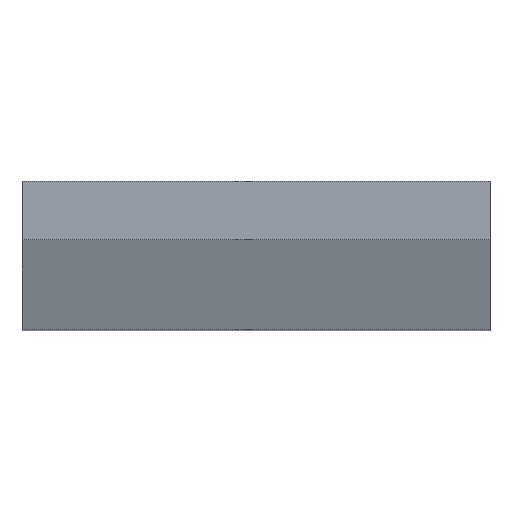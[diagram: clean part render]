
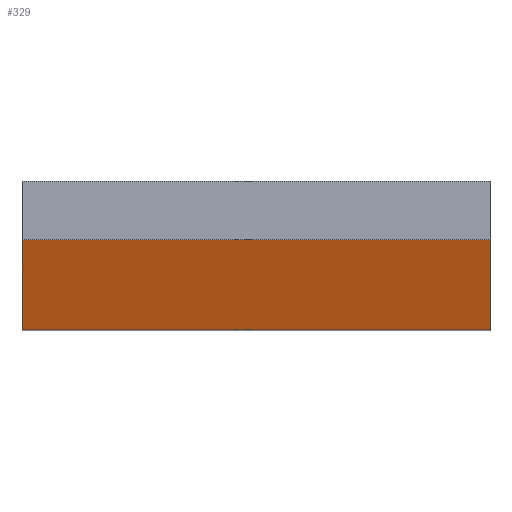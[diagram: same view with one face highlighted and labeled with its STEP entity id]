
A CAD part, top view. The second image highlights one B-rep face of the part: STEP entity #329.
In plain terms, the highlighted planar face has unit normal (0, -0.342, 0.94).
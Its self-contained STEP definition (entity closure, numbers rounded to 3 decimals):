
#48 = VERTEX_POINT('',#49);
#49 = CARTESIAN_POINT('',(-2.5,0.72,25.27));
#55 = EDGE_CURVE('',#56,#48,#58,.T.);
#56 = VERTEX_POINT('',#57);
#57 = CARTESIAN_POINT('',(-2.5,-2.33,24.16));
#58 = LINE('',#59,#60);
#59 = CARTESIAN_POINT('',(-2.5,-2.33,24.16));
#60 = VECTOR('',#61,1.);
#61 = DIRECTION('',(0.,0.94,0.342));
#224 = VERTEX_POINT('',#225);
#225 = CARTESIAN_POINT('',(13.4,-2.33,24.16));
#231 = EDGE_CURVE('',#56,#224,#232,.T.);
#232 = LINE('',#233,#234);
#233 = CARTESIAN_POINT('',(-2.5,-2.33,24.16));
#234 = VECTOR('',#235,1.);
#235 = DIRECTION('',(1.,0.,0.));
#329 = ADVANCED_FACE('',(#330),#348,.T.);
#330 = FACE_BOUND('',#331,.T.);
#331 = EDGE_LOOP('',(#332,#333,#341,#347));
#332 = ORIENTED_EDGE('',*,*,#231,.T.);
#333 = ORIENTED_EDGE('',*,*,#334,.T.);
#334 = EDGE_CURVE('',#224,#335,#337,.T.);
#335 = VERTEX_POINT('',#336);
#336 = CARTESIAN_POINT('',(13.4,0.72,25.27));
#337 = LINE('',#338,#339);
#338 = CARTESIAN_POINT('',(13.4,-2.33,24.16));
#339 = VECTOR('',#340,1.);
#340 = DIRECTION('',(0.,0.94,0.342)
  );
#341 = ORIENTED_EDGE('',*,*,#342,.F.);
#342 = EDGE_CURVE('',#48,#335,#343,.T.);
#343 = LINE('',#344,#345);
#344 = CARTESIAN_POINT('',(-2.5,0.72,25.27));
#345 = VECTOR('',#346,1.);
#346 = DIRECTION('',(1.,0.,0.));
#347 = ORIENTED_EDGE('',*,*,#55,.F.);
#348 = PLANE('',#349);
#349 = AXIS2_PLACEMENT_3D('',#350,#351,#352);
#350 = CARTESIAN_POINT('',(-2.5,-2.33,24.16));
#351 = DIRECTION('',(0.,-0.342,0.94
    ));
#352 = DIRECTION('',(0.,0.94,0.342)
  );
